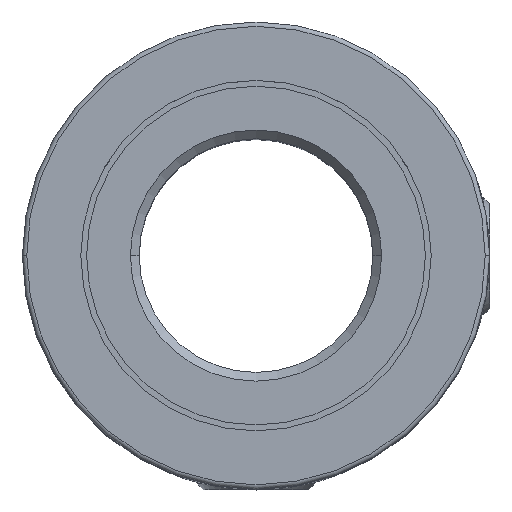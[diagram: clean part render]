
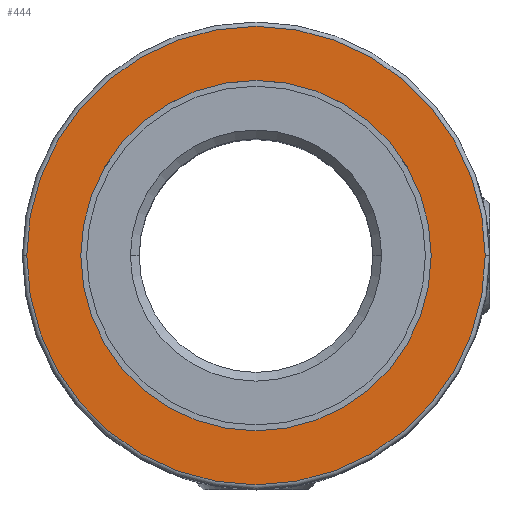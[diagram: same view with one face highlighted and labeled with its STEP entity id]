
A CAD part, top view. The second image highlights one B-rep face of the part: STEP entity #444.
In plain terms, the highlighted planar face has unit normal (0, 0, 1).
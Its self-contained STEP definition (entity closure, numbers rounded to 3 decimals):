
#320 = CARTESIAN_POINT ( 'NONE',  ( 0., 0., 16. ) ) ;
#444 = ADVANCED_FACE ( 'NONE', ( #4648, #501 ), #7085, .T. ) ;
#501 = FACE_OUTER_BOUND ( 'NONE', #5569, .T. ) ;
#1023 = CARTESIAN_POINT ( 'NONE',  ( 0., 0., 16. ) ) ;
#1474 = AXIS2_PLACEMENT_3D ( 'NONE', #320, #3601, #9384 ) ;
#1619 = EDGE_CURVE ( 'NONE', #8156, #1883, #2042, .T. ) ;
#1852 = DIRECTION ( 'NONE',  ( -1., 0., 0. ) ) ;
#1883 = VERTEX_POINT ( 'NONE', #6845 ) ;
#1952 = AXIS2_PLACEMENT_3D ( 'NONE', #2990, #3787, #10379 ) ;
#2013 = EDGE_CURVE ( 'NONE', #1883, #8156, #4583, .T. ) ;
#2042 = CIRCLE ( 'NONE', #7371, 6. ) ;
#2105 = CARTESIAN_POINT ( 'NONE',  ( 7.85, 0., 16. ) ) ;
#2254 = CIRCLE ( 'NONE', #5001, 7.85 ) ;
#2936 = EDGE_CURVE ( 'NONE', #4968, #8577, #2254, .T. ) ;
#2990 = CARTESIAN_POINT ( 'NONE',  ( 0., 6., 16. ) ) ;
#3263 = ORIENTED_EDGE ( 'NONE', *, *, #6911, .F. ) ;
#3424 = ORIENTED_EDGE ( 'NONE', *, *, #1619, .T. ) ;
#3471 = EDGE_LOOP ( 'NONE', ( #4773, #3424 ) ) ;
#3594 = CARTESIAN_POINT ( 'NONE',  ( 6., 0., 16. ) ) ;
#3601 = DIRECTION ( 'NONE',  ( 0., 0., -1. ) ) ;
#3787 = DIRECTION ( 'NONE',  ( 0., 0., 1. ) ) ;
#4095 = CARTESIAN_POINT ( 'NONE',  ( -7.85, 0., 16. ) ) ;
#4208 = DIRECTION ( 'NONE',  ( -1., 0., 0. ) ) ;
#4583 = CIRCLE ( 'NONE', #1474, 6. ) ;
#4648 = FACE_BOUND ( 'NONE', #3471, .T. ) ;
#4773 = ORIENTED_EDGE ( 'NONE', *, *, #2013, .T. ) ;
#4945 = ORIENTED_EDGE ( 'NONE', *, *, #2936, .F. ) ;
#4968 = VERTEX_POINT ( 'NONE', #2105 ) ;
#5001 = AXIS2_PLACEMENT_3D ( 'NONE', #1023, #8416, #4208 ) ;
#5563 = DIRECTION ( 'NONE',  ( 0., 0., -1. ) ) ;
#5569 = EDGE_LOOP ( 'NONE', ( #3263, #4945 ) ) ;
#5950 = CARTESIAN_POINT ( 'NONE',  ( 0., 0., 16. ) ) ;
#6390 = CIRCLE ( 'NONE', #9311, 7.85 ) ;
#6845 = CARTESIAN_POINT ( 'NONE',  ( -6., 0., 16. ) ) ;
#6911 = EDGE_CURVE ( 'NONE', #8577, #4968, #6390, .T. ) ;
#6929 = DIRECTION ( 'NONE',  ( -1., 0., 0. ) ) ;
#7085 = PLANE ( 'NONE',  #1952 ) ;
#7371 = AXIS2_PLACEMENT_3D ( 'NONE', #8596, #5563, #6929 ) ;
#8156 = VERTEX_POINT ( 'NONE', #3594 ) ;
#8416 = DIRECTION ( 'NONE',  ( 0., 0., -1. ) ) ;
#8577 = VERTEX_POINT ( 'NONE', #4095 ) ;
#8596 = CARTESIAN_POINT ( 'NONE',  ( 0., 0., 16. ) ) ;
#9239 = DIRECTION ( 'NONE',  ( 0., 0., -1. ) ) ;
#9311 = AXIS2_PLACEMENT_3D ( 'NONE', #5950, #9239, #1852 ) ;
#9384 = DIRECTION ( 'NONE',  ( -1., 0., 0. ) ) ;
#10379 = DIRECTION ( 'NONE',  ( 1., 0., 0. ) ) ;
